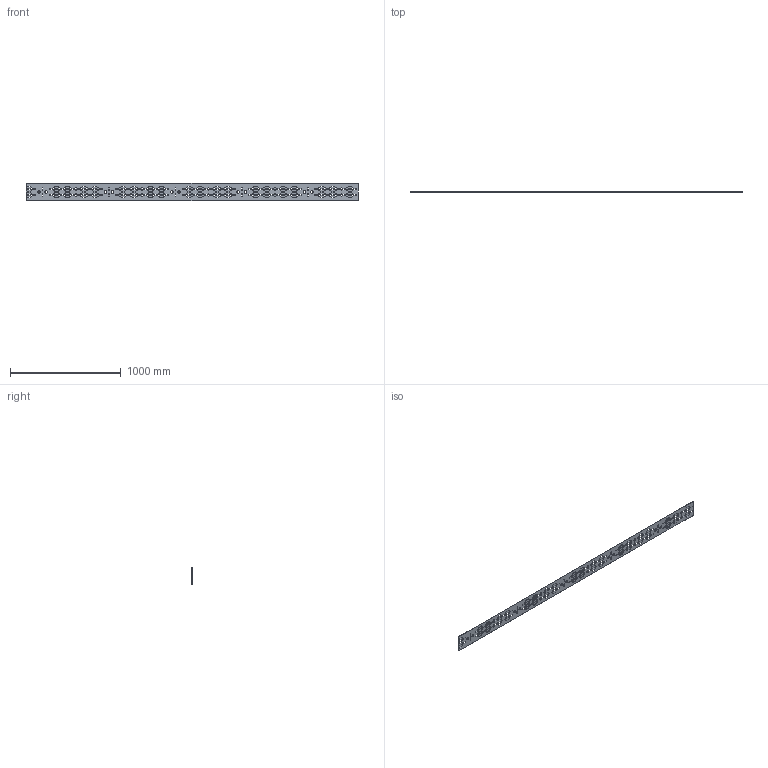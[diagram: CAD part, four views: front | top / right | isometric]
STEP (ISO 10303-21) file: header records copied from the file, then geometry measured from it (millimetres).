
FILE_DESCRIPTION (( 'STEP AP203' ), '1' );
FILE_NAME ('ÊÈÂÀ 195.00.09 Äîííàÿ âñòàâêà äëÿ ëîòêà LESTA_3000õ200.step', '2022-01-27T11:24:03', ( '' ), ( '' ), 'SwSTEP 2.0', 'SolidWorks 2017', '' );
FILE_SCHEMA (( 'CONFIG_CONTROL_DESIGN' ));
Length unit declared in the file: millimetre
Products named in the file (1): ÊÈÂÀ 195.00.09 Äîííàÿ âñòàâêà äëÿ ëîòêà LESTA_3000õ200
Bounding box: 3000 x 1.2 x 155 mm (x, y, z)
Volume: 491228.1 mm3; surface area: 848192.4 mm2
Topology: 1 solids, 1 shells, 1222 faces, 3660 edges, 2440 vertices
Faces by surface type: cylinder 700, plane 522
Entity records: 42833 total; most frequent: DIRECTION 7506, CARTESIAN_POINT 7323, ORIENTED_EDGE 7320, EDGE_CURVE 3660, AXIS2_PLACEMENT_3D 2623, VERTEX_POINT 2440, VECTOR 2260, LINE 2260
